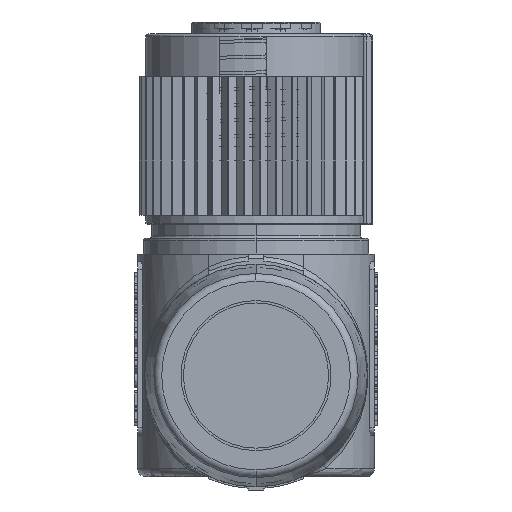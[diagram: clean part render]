
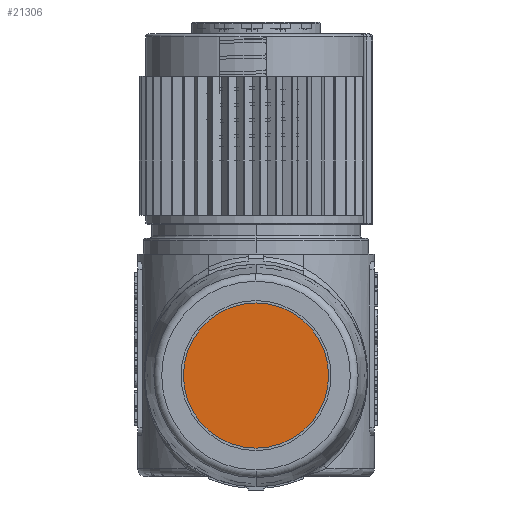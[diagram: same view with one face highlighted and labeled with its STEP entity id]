
A CAD part, front view. The second image highlights one B-rep face of the part: STEP entity #21306.
In plain terms, the highlighted planar face has unit normal (0, -1, 0).
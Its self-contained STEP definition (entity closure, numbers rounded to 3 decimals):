
#5006=CARTESIAN_POINT('',(0.,-239.2,-13.2));
#5007=DIRECTION('',(0.,1.,0.));
#5008=DIRECTION('',(0.,0.,-1.));
#5009=AXIS2_PLACEMENT_3D('',#5006,#5007,#5008);
#5011=CARTESIAN_POINT('',(0.,-239.2,-13.2));
#5012=DIRECTION('',(0.,1.,0.));
#5013=DIRECTION('',(0.,0.,1.));
#5014=AXIS2_PLACEMENT_3D('',#5011,#5012,#5013);
#14662=CARTESIAN_POINT('',(0.,-239.2,-17.8));
#14663=CARTESIAN_POINT('',(0.,-239.2,-8.6));
#14664=VERTEX_POINT('',#14662);
#14665=VERTEX_POINT('',#14663);
#21297=CARTESIAN_POINT('',(0.,-239.2,-13.2));
#21298=DIRECTION('',(0.,1.,0.));
#21299=DIRECTION('',(0.,0.,-1.));
#21300=AXIS2_PLACEMENT_3D('',#21297,#21298,#21299);
#21301=PLANE('',#21300);
#21302=ORIENTED_EDGE('',*,*,#21277,.T.);
#21303=ORIENTED_EDGE('',*,*,#21291,.T.);
#21304=EDGE_LOOP('',(#21302,#21303));
#21305=FACE_OUTER_BOUND('',#21304,.F.);
#5010=CIRCLE('',#5009,4.6);
#5015=CIRCLE('',#5014,4.6);
#21277=EDGE_CURVE('',#14664,#14665,#5010,.T.);
#21291=EDGE_CURVE('',#14665,#14664,#5015,.T.);
#21306=ADVANCED_FACE('',(#21305),#21301,.F.);
